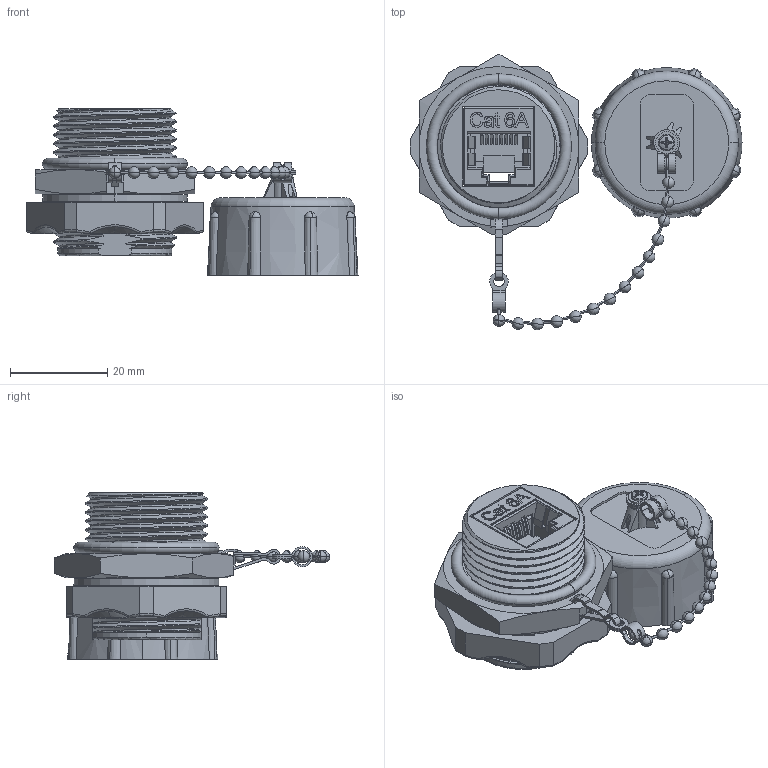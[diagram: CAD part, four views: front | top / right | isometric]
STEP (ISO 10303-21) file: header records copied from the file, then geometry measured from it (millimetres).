
FILE_DESCRIPTION (( 'STEP AP203' ), '1' );
FILE_NAME ('WBRJC6A-FF_3D.STEP', '2022-06-13T18:30:15', ( '' ), ( '' ), 'SwSTEP 2.0', 'SolidWorks 2021', '' );
FILE_SCHEMA (( 'CONFIG_CONTROL_DESIGN' ));
Products named in the file (1): WBRJC6A-FF_3D
Bounding box: 68.13 x 56.58 x 34.12 mm (x, y, z)
Volume: 19757 mm3; surface area: 26140.8 mm2
Topology: 24 solids, 24 shells, 2164 faces, 5854 edges, 3651 vertices
Faces by surface type: plane 1275, cylinder 472, bspline 203, sphere 114, torus 50, cone 50
Entity records: 91536 total; most frequent: CARTESIAN_POINT 39205, ORIENTED_EDGE 11468, DIRECTION 10084, EDGE_CURVE 5734, LINE 3762, VECTOR 3762, VERTEX_POINT 3619, AXIS2_PLACEMENT_3D 3161
